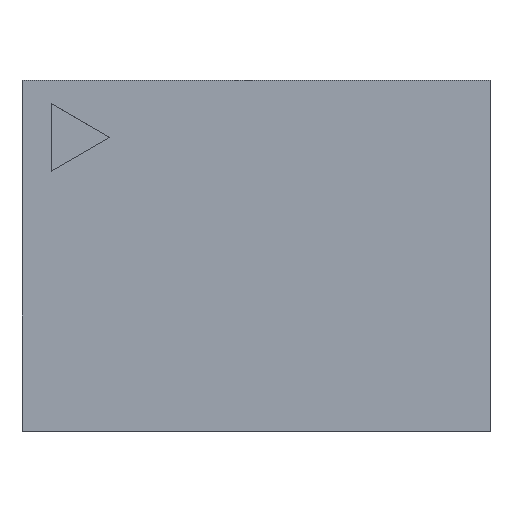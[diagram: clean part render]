
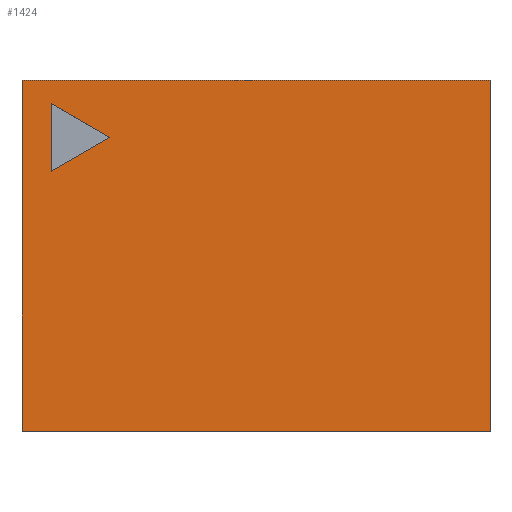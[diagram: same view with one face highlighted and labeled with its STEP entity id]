
A CAD part, top view. The second image highlights one B-rep face of the part: STEP entity #1424.
In plain terms, the highlighted planar face has unit normal (0, 0, 1).
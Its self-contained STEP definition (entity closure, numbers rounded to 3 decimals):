
#64 = CARTESIAN_POINT ( 'NONE',  ( -1.2, -0.9, 1. ) ) ;
#96 = LINE ( 'NONE', #1114, #700 ) ;
#142 = PLANE ( 'NONE',  #284 ) ;
#255 = ORIENTED_EDGE ( 'NONE', *, *, #661, .T. ) ;
#284 = AXIS2_PLACEMENT_3D ( 'NONE', #1387, #476, #1249 ) ;
#302 = ORIENTED_EDGE ( 'NONE', *, *, #1080, .T. ) ;
#309 = VERTEX_POINT ( 'NONE', #1525 ) ;
#365 = LINE ( 'NONE', #423, #461 ) ;
#423 = CARTESIAN_POINT ( 'NONE',  ( 0., 0.9, 1. ) ) ;
#461 = VECTOR ( 'NONE', #936, 1000. ) ;
#471 = DIRECTION ( 'NONE',  ( 0., 1., 0. ) ) ;
#476 = DIRECTION ( 'NONE',  ( 0., 0., 1. ) ) ;
#491 = LINE ( 'NONE', #744, #762 ) ;
#534 = CARTESIAN_POINT ( 'NONE',  ( -1.2, 0.9, 1. ) ) ;
#544 = VERTEX_POINT ( 'NONE', #1316 ) ;
#553 = ORIENTED_EDGE ( 'NONE', *, *, #1302, .T. ) ;
#565 = ORIENTED_EDGE ( 'NONE', *, *, #1091, .T. ) ;
#590 = VERTEX_POINT ( 'NONE', #64 ) ;
#642 = DIRECTION ( 'NONE',  ( 1., 0., 0. ) ) ;
#658 = VERTEX_POINT ( 'NONE', #1412 ) ;
#661 = EDGE_CURVE ( 'NONE', #658, #1212, #365, .T. ) ;
#666 = VECTOR ( 'NONE', #642, 1000. ) ;
#690 = ORIENTED_EDGE ( 'NONE', *, *, #894, .T. ) ;
#694 = EDGE_LOOP ( 'NONE', ( #1226, #565, #553 ) ) ;
#700 = VECTOR ( 'NONE', #471, 1000. ) ;
#744 = CARTESIAN_POINT ( 'NONE',  ( -1.2, 0., 1. ) ) ;
#762 = VECTOR ( 'NONE', #887, 1000. ) ;
#802 = EDGE_CURVE ( 'NONE', #1524, #658, #822, .T. ) ;
#806 = VERTEX_POINT ( 'NONE', #835 ) ;
#821 = ORIENTED_EDGE ( 'NONE', *, *, #802, .T. ) ;
#822 = LINE ( 'NONE', #1203, #831 ) ;
#831 = VECTOR ( 'NONE', #951, 1000. ) ;
#835 = CARTESIAN_POINT ( 'NONE',  ( -1.05, 0.781, 1. ) ) ;
#885 = DIRECTION ( 'NONE',  ( 0.866, -0.5, 0. ) ) ;
#887 = DIRECTION ( 'NONE',  ( 0., -1., 0. ) ) ;
#894 = EDGE_CURVE ( 'NONE', #590, #1524, #1374, .T. ) ;
#910 = LINE ( 'NONE', #1034, #1002 ) ;
#936 = DIRECTION ( 'NONE',  ( -1., 0., 0. ) ) ;
#951 = DIRECTION ( 'NONE',  ( 0., 1., 0. ) ) ;
#1002 = VECTOR ( 'NONE', #1562, 1000. ) ;
#1034 = CARTESIAN_POINT ( 'NONE',  ( -0.75, 0.608, 1. ) ) ;
#1050 = FACE_BOUND ( 'NONE', #694, .T. ) ;
#1060 = EDGE_LOOP ( 'NONE', ( #690, #821, #255, #302 ) ) ;
#1080 = EDGE_CURVE ( 'NONE', #1212, #590, #491, .T. ) ;
#1091 = EDGE_CURVE ( 'NONE', #309, #806, #96, .T. ) ;
#1114 = CARTESIAN_POINT ( 'NONE',  ( -1.05, 0., 1. ) ) ;
#1173 = FACE_OUTER_BOUND ( 'NONE', #1060, .T. ) ;
#1203 = CARTESIAN_POINT ( 'NONE',  ( 1.2, 0., 1. ) ) ;
#1212 = VERTEX_POINT ( 'NONE', #534 ) ;
#1226 = ORIENTED_EDGE ( 'NONE', *, *, #1468, .T. ) ;
#1249 = DIRECTION ( 'NONE',  ( 1., 0., 0. ) ) ;
#1302 = EDGE_CURVE ( 'NONE', #806, #544, #1523, .T. ) ;
#1316 = CARTESIAN_POINT ( 'NONE',  ( -0.75, 0.608, 1. ) ) ;
#1320 = VECTOR ( 'NONE', #885, 1000. ) ;
#1374 = LINE ( 'NONE', #1530, #666 ) ;
#1387 = CARTESIAN_POINT ( 'NONE',  ( 0., 0., 1. ) ) ;
#1412 = CARTESIAN_POINT ( 'NONE',  ( 1.2, 0.9, 1. ) ) ;
#1424 = ADVANCED_FACE ( 'NONE', ( #1050, #1173 ), #142, .T. ) ;
#1425 = CARTESIAN_POINT ( 'NONE',  ( 1.2, -0.9, 1. ) ) ;
#1468 = EDGE_CURVE ( 'NONE', #544, #309, #910, .T. ) ;
#1523 = LINE ( 'NONE', #1616, #1320 ) ;
#1524 = VERTEX_POINT ( 'NONE', #1425 ) ;
#1525 = CARTESIAN_POINT ( 'NONE',  ( -1.05, 0.434, 1. ) ) ;
#1530 = CARTESIAN_POINT ( 'NONE',  ( 0., -0.9, 1. ) ) ;
#1562 = DIRECTION ( 'NONE',  ( -0.866, -0.5, 0. ) ) ;
#1616 = CARTESIAN_POINT ( 'NONE',  ( -1.05, 0.781, 1. ) ) ;
